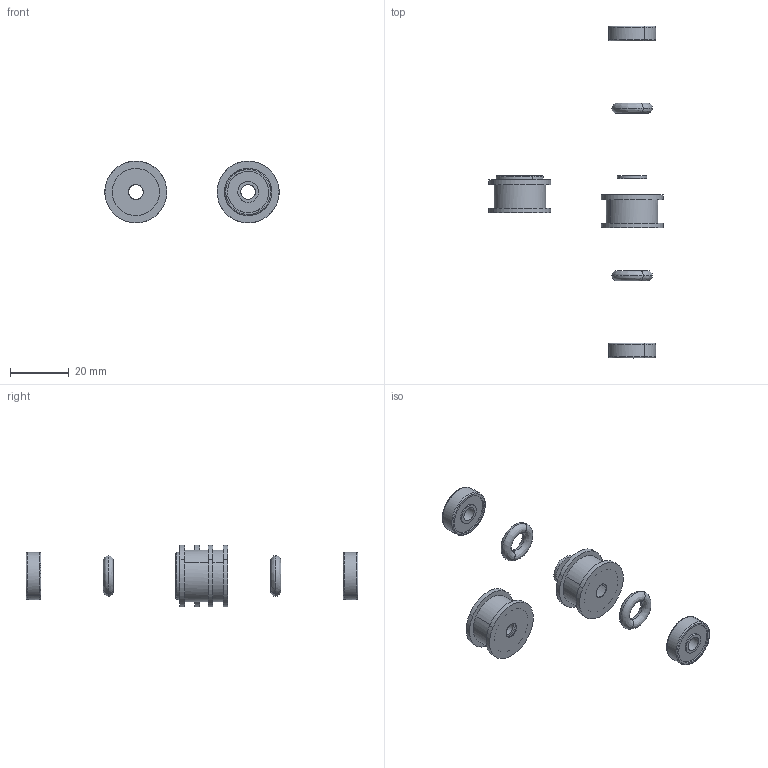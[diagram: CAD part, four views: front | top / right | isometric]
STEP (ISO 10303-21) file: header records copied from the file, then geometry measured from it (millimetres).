
FILE_DESCRIPTION(/* description */ (''),/* implementation_level */ '2;1');
FILE_NAME(/* name */ 'Idling Wheel',/* time_stamp */ '2014-03-05T18:01:38-06:00',/* author */ (''),/* organization */ (''),/* preprocessor_version */ 'ST-DEVELOPER v15',/* originating_system */ '',/* authorisation */ '');
FILE_SCHEMA (('AUTOMOTIVE_DESIGN'));
Length unit declared in the file: inch
Products named in the file (1): Document
Bounding box: 59.1 x 112.6 x 21 mm (x, y, z)
Volume: 6183.6 mm3; surface area: 8892 mm2
Topology: 12 solids, 12 shells, 146 faces, 396 edges, 288 vertices
Faces by surface type: bspline 108, plane 38
Entity records: 5849 total; most frequent: CARTESIAN_POINT 3512, ORIENTED_EDGE 792, EDGE_CURVE 396, VERTEX_POINT 288, EDGE_LOOP 184, ADVANCED_FACE 146, FACE_OUTER_BOUND 146, B_SPLINE_CURVE_WITH_KNOTS 76
